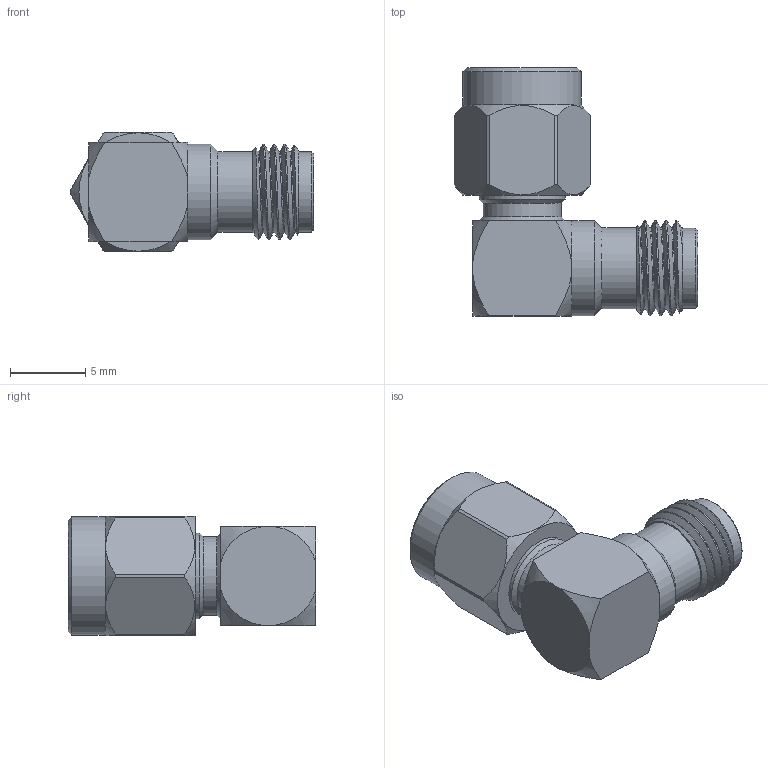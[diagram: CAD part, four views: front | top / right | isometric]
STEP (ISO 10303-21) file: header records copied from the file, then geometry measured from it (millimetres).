
FILE_DESCRIPTION (( 'STEP AP203' ), '1' );
FILE_NAME ('SM7567.step', '2020-03-18T15:55:49', ( '' ), ( '' ), 'SwSTEP 2.0', 'SolidWorks 2018', '' );
FILE_SCHEMA (( 'CONFIG_CONTROL_DESIGN' ));
Length unit declared in the file: inch
Products named in the file (1): SM7567
Bounding box: 16.22 x 16.51 x 7.94 mm (x, y, z)
Volume: 822.5 mm3; surface area: 944.3 mm2
Topology: 1 solids, 1 shells, 81 faces, 187 edges, 119 vertices
Faces by surface type: cylinder 26, plane 25, cone 22, bspline 6, torus 2
Full cylindrical faces by diameter (mm): 0.94 x2, 1.016 x1, 1.27 x1, 3.81 x1, 4.521 x1, 5.207 x1, 5.334 x1, 5.385 x1, 5.715 x1, 6.35 x7, 7.88 x1
Entity records: 4293 total; most frequent: CARTESIAN_POINT 2766, DIRECTION 286, ORIENTED_EDGE 272, EDGE_CURVE 136, AXIS2_PLACEMENT_3D 132, EDGE_LOOP 112, VERTEX_POINT 100, FACE_OUTER_BOUND 90
